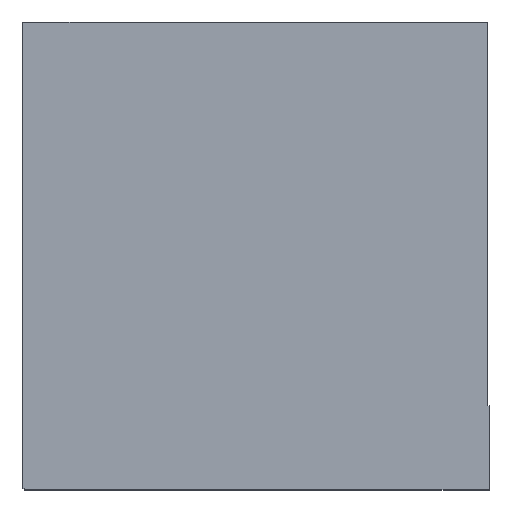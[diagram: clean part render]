
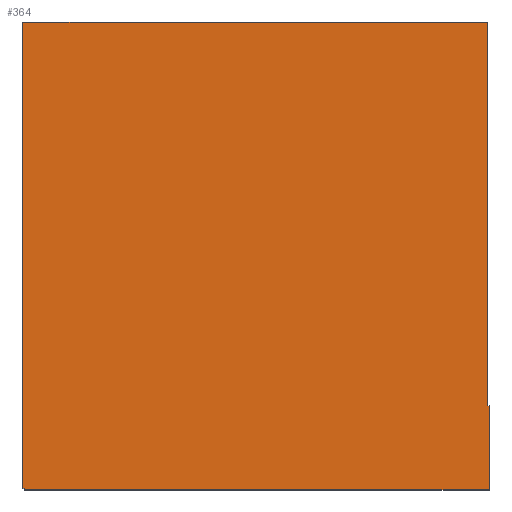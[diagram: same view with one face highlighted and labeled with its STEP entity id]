
A CAD part, top view. The second image highlights one B-rep face of the part: STEP entity #364.
In plain terms, the highlighted planar face has unit normal (0, 0, 1).
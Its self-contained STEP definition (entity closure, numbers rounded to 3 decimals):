
#34=FACE_OUTER_BOUND('',#54,.T.);
#54=EDGE_LOOP('',(#317,#318,#319,#320,#321,#322,#323,#324));
#88=LINE('',#559,#136);
#90=LINE('',#563,#138);
#92=LINE('',#567,#140);
#94=LINE('',#571,#142);
#96=LINE('',#575,#144);
#98=LINE('',#579,#146);
#100=LINE('',#583,#148);
#102=LINE('',#586,#150);
#136=VECTOR('',#458,10.);
#138=VECTOR('',#462,10.);
#140=VECTOR('',#466,10.);
#142=VECTOR('',#470,10.);
#144=VECTOR('',#474,10.);
#146=VECTOR('',#478,10.);
#148=VECTOR('',#482,10.);
#150=VECTOR('',#486,10.);
#173=VERTEX_POINT('',#556);
#174=VERTEX_POINT('',#558);
#175=VERTEX_POINT('',#562);
#176=VERTEX_POINT('',#566);
#177=VERTEX_POINT('',#570);
#178=VERTEX_POINT('',#574);
#179=VERTEX_POINT('',#578);
#180=VERTEX_POINT('',#582);
#214=EDGE_CURVE('',#174,#173,#88,.T.);
#216=EDGE_CURVE('',#175,#174,#90,.T.);
#218=EDGE_CURVE('',#176,#175,#92,.T.);
#220=EDGE_CURVE('',#177,#176,#94,.T.);
#222=EDGE_CURVE('',#178,#177,#96,.T.);
#224=EDGE_CURVE('',#179,#178,#98,.T.);
#226=EDGE_CURVE('',#180,#179,#100,.T.);
#228=EDGE_CURVE('',#173,#180,#102,.T.);
#317=ORIENTED_EDGE('',*,*,#228,.T.);
#318=ORIENTED_EDGE('',*,*,#226,.T.);
#319=ORIENTED_EDGE('',*,*,#224,.T.);
#320=ORIENTED_EDGE('',*,*,#222,.T.);
#321=ORIENTED_EDGE('',*,*,#220,.T.);
#322=ORIENTED_EDGE('',*,*,#218,.T.);
#323=ORIENTED_EDGE('',*,*,#216,.T.);
#324=ORIENTED_EDGE('',*,*,#214,.T.);
#344=PLANE('',#398);
#364=ADVANCED_FACE('',(#34),#344,.T.);
#398=AXIS2_PLACEMENT_3D('',#587,#487,#488);
#458=DIRECTION('',(-1.,0.,0.));
#462=DIRECTION('',(0.,1.,0.));
#466=DIRECTION('',(1.,0.,0.));
#470=DIRECTION('',(0.,-1.,0.));
#474=DIRECTION('',(1.,0.,0.));
#478=DIRECTION('',(0.,-1.,0.));
#482=DIRECTION('',(-1.,0.,0.));
#486=DIRECTION('',(0.,1.,0.));
#487=DIRECTION('center_axis',(0.,0.,1.));
#488=DIRECTION('ref_axis',(1.,0.,0.));
#556=CARTESIAN_POINT('',(3.1,-2.,2.88));
#558=CARTESIAN_POINT('',(3.12,-2.,2.88));
#559=CARTESIAN_POINT('',(-3.08,-2.,2.88));
#562=CARTESIAN_POINT('',(3.12,-3.12,2.88));
#563=CARTESIAN_POINT('',(3.12,-2.,2.88));
#566=CARTESIAN_POINT('',(-3.08,-3.12,2.88));
#567=CARTESIAN_POINT('',(3.12,-3.12,2.88));
#570=CARTESIAN_POINT('',(-3.08,-3.1,2.88));
#571=CARTESIAN_POINT('',(-3.08,-3.12,2.88));
#574=CARTESIAN_POINT('',(-3.1,-3.1,2.88));
#575=CARTESIAN_POINT('',(-3.1,-3.1,2.88));
#578=CARTESIAN_POINT('',(-3.1,3.12,2.88));
#579=CARTESIAN_POINT('',(-3.1,3.1,2.88));
#582=CARTESIAN_POINT('',(3.1,3.12,2.88));
#583=CARTESIAN_POINT('',(-3.1,3.12,2.88));
#586=CARTESIAN_POINT('',(3.1,3.12,2.88));
#587=CARTESIAN_POINT('Origin',(0.01,0.,2.88));
